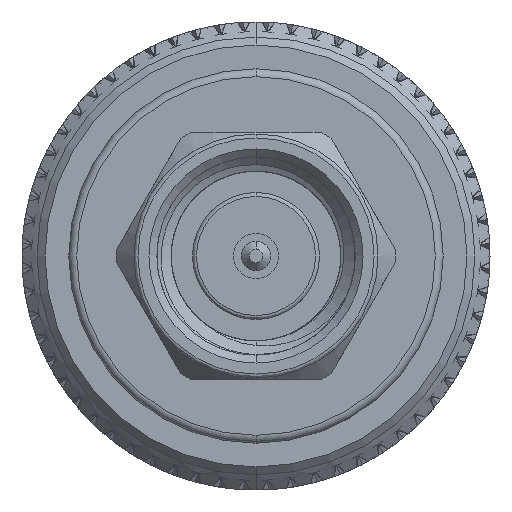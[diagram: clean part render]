
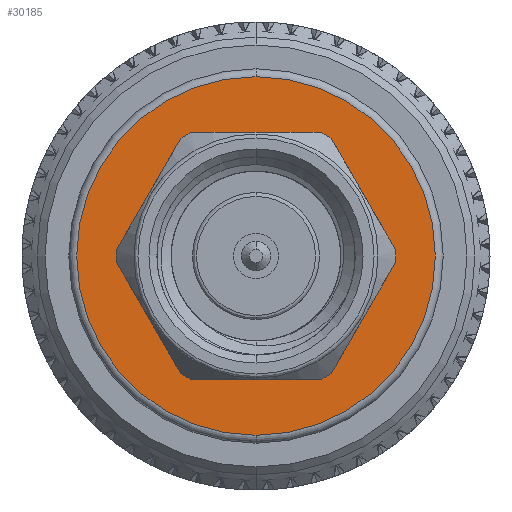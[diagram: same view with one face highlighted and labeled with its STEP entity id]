
A CAD part, left-side view. The second image highlights one B-rep face of the part: STEP entity #30185.
In plain terms, the highlighted face is planar.
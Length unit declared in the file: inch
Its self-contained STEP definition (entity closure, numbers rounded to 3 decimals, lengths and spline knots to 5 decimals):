
#138 = DIRECTION ( 'NONE',  ( 1., 0., 0. ) ) ;
#6260 = CARTESIAN_POINT ( 'NONE',  ( 0.6265, 0., -0.226 ) ) ;
#7564 = ORIENTED_EDGE ( 'NONE', *, *, #23535, .T. ) ;
#9435 = CIRCLE ( 'NONE', #78847, 0.10325 ) ;
#12590 = CIRCLE ( 'NONE', #21495, 0.10325 ) ;
#14566 = AXIS2_PLACEMENT_3D ( 'NONE', #78057, #34869, #20307 ) ;
#17911 = VERTEX_POINT ( 'NONE', #47897 ) ;
#19887 = AXIS2_PLACEMENT_3D ( 'NONE', #80164, #88937, #28628 ) ;
#20307 = DIRECTION ( 'NONE',  ( 0., 0., -1. ) ) ;
#21495 = AXIS2_PLACEMENT_3D ( 'NONE', #73368, #59376, #88361 ) ;
#23535 = EDGE_CURVE ( 'NONE', #90446, #17911, #9435, .T. ) ;
#24632 = VERTEX_POINT ( 'NONE', #26577 ) ;
#26577 = CARTESIAN_POINT ( 'NONE',  ( 0.6265, 0., 0.226 ) ) ;
#28628 = DIRECTION ( 'NONE',  ( 0., 0., -1. ) ) ;
#29560 = CARTESIAN_POINT ( 'NONE',  ( 0.6265, 0., -0.10325 ) ) ;
#29593 = EDGE_LOOP ( 'NONE', ( #32371, #33001 ) ) ;
#30185 = ADVANCED_FACE ( 'NONE', ( #93701, #83265 ), #58011, .T. ) ;
#32371 = ORIENTED_EDGE ( 'NONE', *, *, #91418, .T. ) ;
#33001 = ORIENTED_EDGE ( 'NONE', *, *, #77493, .T. ) ;
#34041 = DIRECTION ( 'NONE',  ( 0., 0., -1. ) ) ;
#34348 = DIRECTION ( 'NONE',  ( -1., 0., 0. ) ) ;
#34869 = DIRECTION ( 'NONE',  ( 1., 0., 0. ) ) ;
#37792 = DIRECTION ( 'NONE',  ( 0., 0., -1. ) ) ;
#39880 = CIRCLE ( 'NONE', #47406, 0.226 ) ;
#44573 = CARTESIAN_POINT ( 'NONE',  ( 0.6265, 0., 0. ) ) ;
#47406 = AXIS2_PLACEMENT_3D ( 'NONE', #44573, #138, #37792 ) ;
#47897 = CARTESIAN_POINT ( 'NONE',  ( 0.6265, 0., 0.10325 ) ) ;
#58011 = PLANE ( 'NONE',  #19887 ) ;
#59376 = DIRECTION ( 'NONE',  ( -1., 0., 0. ) ) ;
#62830 = CIRCLE ( 'NONE', #14566, 0.226 ) ;
#63896 = EDGE_LOOP ( 'NONE', ( #7564, #75811 ) ) ;
#72184 = EDGE_CURVE ( 'NONE', #17911, #90446, #12590, .T. ) ;
#73368 = CARTESIAN_POINT ( 'NONE',  ( 0.6265, 0., 0. ) ) ;
#75811 = ORIENTED_EDGE ( 'NONE', *, *, #72184, .T. ) ;
#77493 = EDGE_CURVE ( 'NONE', #24632, #85174, #39880, .T. ) ;
#78057 = CARTESIAN_POINT ( 'NONE',  ( 0.6265, 0., 0. ) ) ;
#78847 = AXIS2_PLACEMENT_3D ( 'NONE', #85965, #34348, #34041 ) ;
#80164 = CARTESIAN_POINT ( 'NONE',  ( 0.6265, 0., 0. ) ) ;
#83265 = FACE_OUTER_BOUND ( 'NONE', #29593, .T. ) ;
#85174 = VERTEX_POINT ( 'NONE', #6260 ) ;
#85965 = CARTESIAN_POINT ( 'NONE',  ( 0.6265, 0., 0. ) ) ;
#88361 = DIRECTION ( 'NONE',  ( 0., 0., -1. ) ) ;
#88937 = DIRECTION ( 'NONE',  ( 1., 0., 0. ) ) ;
#90446 = VERTEX_POINT ( 'NONE', #29560 ) ;
#91418 = EDGE_CURVE ( 'NONE', #85174, #24632, #62830, .T. ) ;
#93701 = FACE_BOUND ( 'NONE', #63896, .T. ) ;
